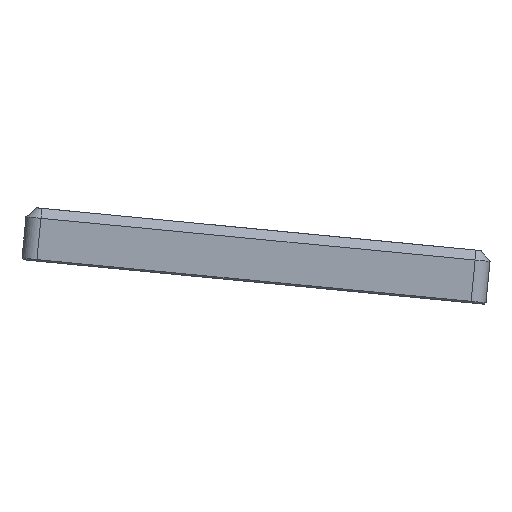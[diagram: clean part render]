
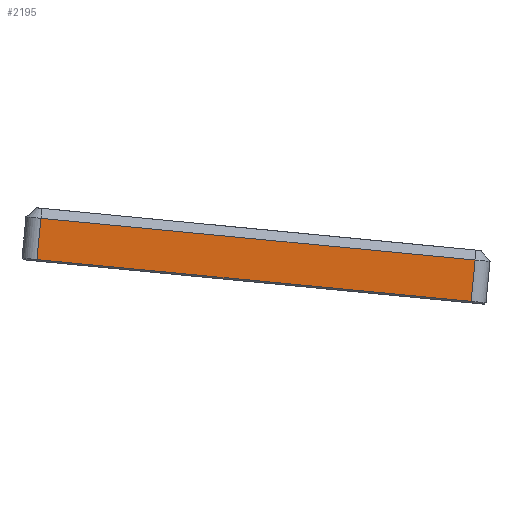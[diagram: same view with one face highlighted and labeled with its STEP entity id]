
A CAD part, left-side view. The second image highlights one B-rep face of the part: STEP entity #2195.
In plain terms, the highlighted planar face has unit normal (-1, 0, 0).
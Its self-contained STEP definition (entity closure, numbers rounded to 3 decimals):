
#88=PLANE('',#2420);
#199=FACE_OUTER_BOUND('',#336,.T.);
#336=EDGE_LOOP('',(#1917,#1918,#1919,#1920));
#524=LINE('',#3662,#730);
#531=LINE('',#3683,#737);
#533=LINE('',#3689,#739);
#534=LINE('',#3690,#740);
#730=VECTOR('',#2990,10.);
#737=VECTOR('',#3015,10.);
#739=VECTOR('',#3021,10.);
#740=VECTOR('',#3022,10.);
#1061=VERTEX_POINT('',#3656);
#1062=VERTEX_POINT('',#3660);
#1067=VERTEX_POINT('',#3682);
#1069=VERTEX_POINT('',#3688);
#1345=EDGE_CURVE('',#1061,#1062,#524,.T.);
#1355=EDGE_CURVE('',#1062,#1067,#531,.T.);
#1358=EDGE_CURVE('',#1069,#1061,#533,.T.);
#1359=EDGE_CURVE('',#1067,#1069,#534,.T.);
#1917=ORIENTED_EDGE('',*,*,#1345,.F.);
#1918=ORIENTED_EDGE('',*,*,#1358,.F.);
#1919=ORIENTED_EDGE('',*,*,#1359,.F.);
#1920=ORIENTED_EDGE('',*,*,#1355,.F.);
#2195=ADVANCED_FACE('',(#199),#88,.T.);
#2420=AXIS2_PLACEMENT_3D('',#3687,#3019,#3020);
#2990=DIRECTION('',(0.,0.995,0.096));
#3015=DIRECTION('',(0.,-0.096,0.995));
#3019=DIRECTION('center_axis',(-1.,0.,0.));
#3020=DIRECTION('ref_axis',(0.,-0.995,-0.096));
#3021=DIRECTION('',(0.,0.096,-0.995));
#3022=DIRECTION('',(0.,-0.995,-0.096));
#3656=CARTESIAN_POINT('',(12.305,-103.064,3.629));
#3660=CARTESIAN_POINT('',(12.305,-16.215,11.991));
#3662=CARTESIAN_POINT('',(12.305,-36.434,10.044));
#3682=CARTESIAN_POINT('',(12.305,-17.011,20.253));
#3683=CARTESIAN_POINT('',(12.305,-16.484,14.778));
#3687=CARTESIAN_POINT('Origin',(12.305,-13.497,15.066));
#3688=CARTESIAN_POINT('',(12.305,-103.859,11.891));
#3689=CARTESIAN_POINT('',(12.305,-103.332,6.416));
#3690=CARTESIAN_POINT('',(12.305,-37.23,18.306));
